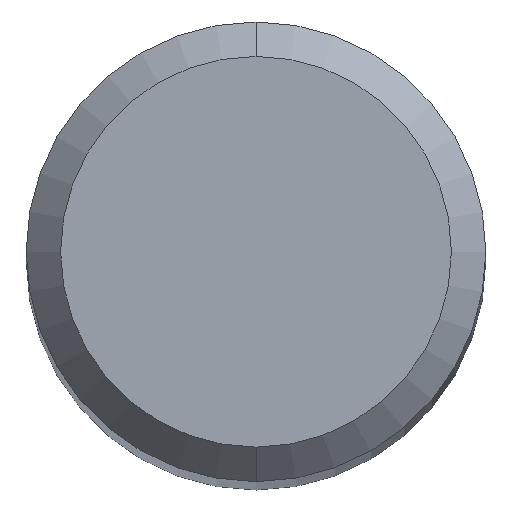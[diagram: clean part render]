
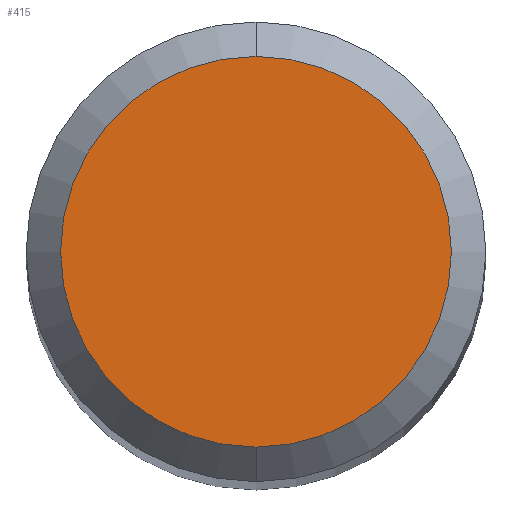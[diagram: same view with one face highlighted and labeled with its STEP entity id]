
A CAD part, top view. The second image highlights one B-rep face of the part: STEP entity #415.
In plain terms, the highlighted planar face has unit normal (0, 0, 1).
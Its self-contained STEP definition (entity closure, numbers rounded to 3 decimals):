
#359=VERTEX_POINT('',#698);
#405=VERTEX_POINT('',#749);
#415=ADVANCED_FACE('',(#761),#762,.T.);
#449=EDGE_CURVE('',#405,#359,#799,.T.);
#473=EDGE_CURVE('',#359,#405,#825,.T.);
#698=CARTESIAN_POINT('',(0.,-1.7,0.0));
#749=CARTESIAN_POINT('',(0.0,1.7,0.0));
#761=FACE_OUTER_BOUND('',#1368,.T.);
#762=PLANE('',#1369);
#799=CIRCLE('',#1432,1.7);
#825=CIRCLE('',#1469,1.7);
#1368=EDGE_LOOP('',(#1792,#1793));
#1369=AXIS2_PLACEMENT_3D('',#1794,#1795,#1796);
#1432=AXIS2_PLACEMENT_3D('',#1828,#1829,#1830);
#1469=AXIS2_PLACEMENT_3D('',#1857,#1858,#1859);
#1792=ORIENTED_EDGE('',*,*,#449,.F.);
#1793=ORIENTED_EDGE('',*,*,#473,.F.);
#1794=CARTESIAN_POINT('',(0.0,0.85,0.0));
#1795=DIRECTION('',(-0.0,0.0,1.0));
#1796=DIRECTION('',(0.0,-1.0,0.0));
#1828=CARTESIAN_POINT('',(0.0,0.0,0.0));
#1829=DIRECTION('',(0.0,0.0,-1.0));
#1830=DIRECTION('',(0.0,1.0,0.0));
#1857=CARTESIAN_POINT('',(0.0,0.0,0.0));
#1858=DIRECTION('',(0.0,0.0,-1.0));
#1859=DIRECTION('',(0.0,1.0,0.0));
